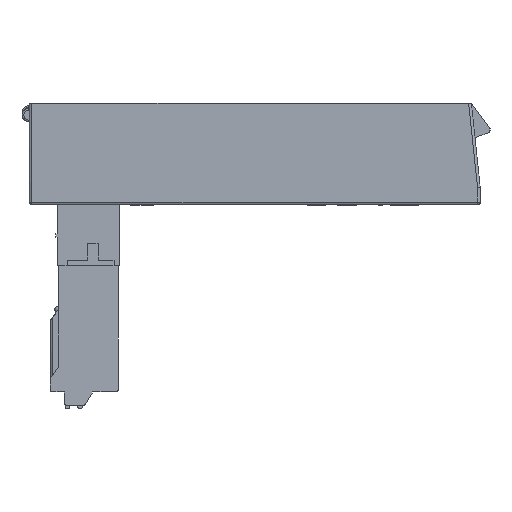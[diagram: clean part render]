
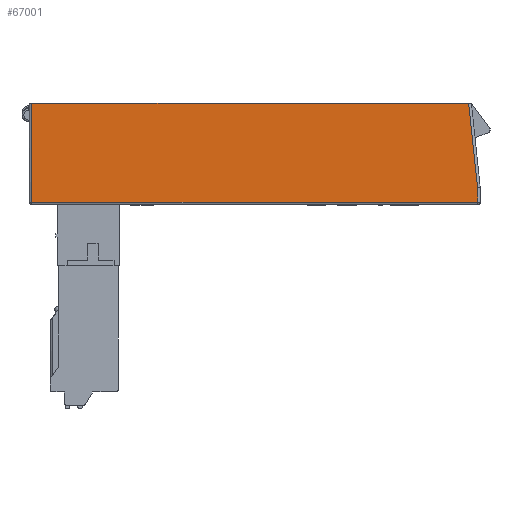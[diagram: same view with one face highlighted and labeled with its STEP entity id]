
A CAD part, front view. The second image highlights one B-rep face of the part: STEP entity #67001.
In plain terms, the highlighted planar face has unit normal (0, -1, 0).
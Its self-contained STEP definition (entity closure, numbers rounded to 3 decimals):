
#16547=CARTESIAN_POINT('',(-19.952,90.55,
-63.5));
#18540=DIRECTION('',(0.,0.,-1.));
#18541=VECTOR('',#18540,11.2);
#18542=CARTESIAN_POINT('',(-69.35,90.55,
-63.5));
#18543=LINE('',#18542,#18541);
#18548=DIRECTION('',(-1.,0.,0.));
#18549=VECTOR('',#18548,49.398);
#18550=CARTESIAN_POINT('',(-19.952,90.55,
-63.5));
#18551=LINE('',#18550,#18549);
#18552=DIRECTION('',(-0.105,0.,0.995));
#18553=VECTOR('',#18552,9.568);
#18554=CARTESIAN_POINT('',(-18.95,90.55,
-73.016));
#18555=LINE('',#18554,#18553);
#18556=DIRECTION('',(0.,0.,1.));
#18557=VECTOR('',#18556,1.684);
#18558=CARTESIAN_POINT('',(-18.95,90.55,
-74.7));
#18559=LINE('',#18558,#18557);
#18596=DIRECTION('',(1.,0.,0.));
#18597=VECTOR('',#18596,50.4);
#18598=CARTESIAN_POINT('',(-69.35,90.55,
-74.7));
#18599=LINE('',#18598,#18597);
#35576=CARTESIAN_POINT('',(-69.35,90.55,
-74.7));
#35577=VERTEX_POINT('',#35576);
#35578=CARTESIAN_POINT('',(-69.35,90.55,
-63.5));
#35579=VERTEX_POINT('',#35578);
#35586=VERTEX_POINT('',#16547);
#35636=CARTESIAN_POINT('',(-18.95,90.55,
-74.7));
#35637=VERTEX_POINT('',#35636);
#35640=CARTESIAN_POINT('',(-18.95,90.55,
-73.016));
#35641=VERTEX_POINT('',#35640);
#66986=CARTESIAN_POINT('',(-44.15,90.55,
-69.1));
#66987=DIRECTION('',(0.,1.,0.));
#66988=DIRECTION('',(0.,0.,-1.));
#66989=AXIS2_PLACEMENT_3D('',#66986,#66987,#66988);
#66990=PLANE('',#66989);
#66992=ORIENTED_EDGE('',*,*,#66991,.F.);
#66994=ORIENTED_EDGE('',*,*,#66993,.F.);
#66995=ORIENTED_EDGE('',*,*,#66978,.F.);
#66996=ORIENTED_EDGE('',*,*,#65747,.F.);
#66998=ORIENTED_EDGE('',*,*,#66997,.F.);
#66999=EDGE_LOOP('',(#66992,#66994,#66995,#66996,#66998));
#67000=FACE_OUTER_BOUND('',#66999,.F.);
#67001=ADVANCED_FACE('',(#67000),#66990,.F.);
#65747=EDGE_CURVE('',#35586,#35579,#18551,.T.);
#66978=EDGE_CURVE('',#35579,#35577,#18543,.T.);
#66991=EDGE_CURVE('',#35637,#35641,#18559,.T.);
#66993=EDGE_CURVE('',#35577,#35637,#18599,.T.);
#66997=EDGE_CURVE('',#35641,#35586,#18555,.T.);
